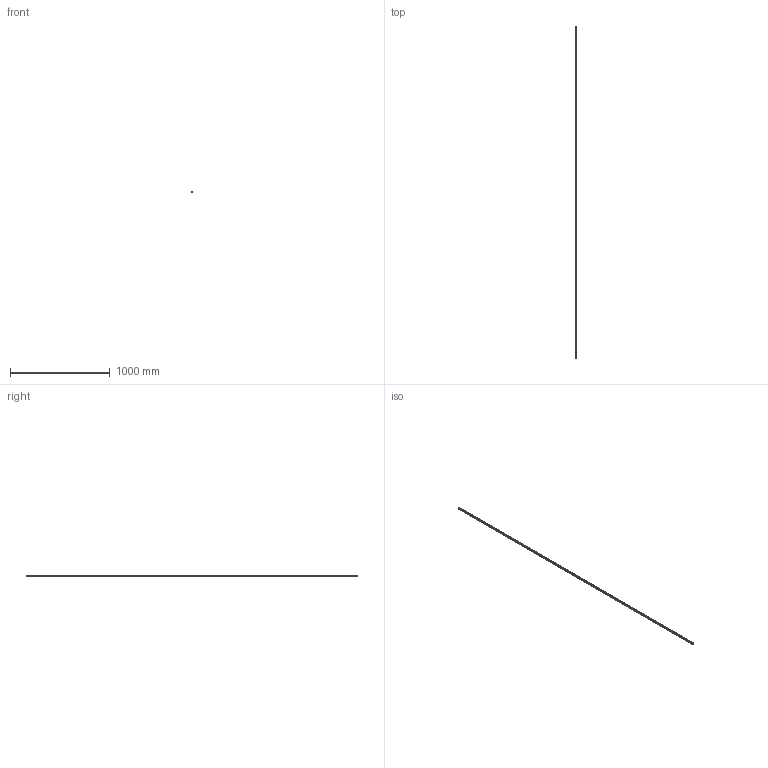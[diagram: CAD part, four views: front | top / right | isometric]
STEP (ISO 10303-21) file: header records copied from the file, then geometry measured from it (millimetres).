
FILE_DESCRIPTION(('STEP AP214'),'1');
FILE_NAME('cctmp_800916B0-4E74-491A-A7E8-36CFA3332405_2020_4_23_13_22_36_330..stp','2020-04-23T11:22:36',('HIWIN GmbH'),('CADClick - www.CADClick.com'),'Spatial InterOp 3D',' ','unknown authorization');
FILE_SCHEMA(('AUTOMOTIVE_DESIGN'));
Length unit declared in the file: millimetre
Products named in the file (1): HGR15R3320H_FILE
Bounding box: 15 x 3320 x 15 mm (x, y, z)
Volume: 609746.8 mm3; surface area: 221183.4 mm2
Topology: 1 solids, 1 shells, 619 faces, 1335 edges, 890 vertices
Faces by surface type: cylinder 362, plane 257
Entity records: 22129 total; most frequent: DIRECTION 3299, CARTESIAN_POINT 2845, ORIENTED_EDGE 2670, AXIS2_PLACEMENT_3D 1344, EDGE_CURVE 1335, VERTEX_POINT 890, EDGE_LOOP 791, CIRCLE 724
